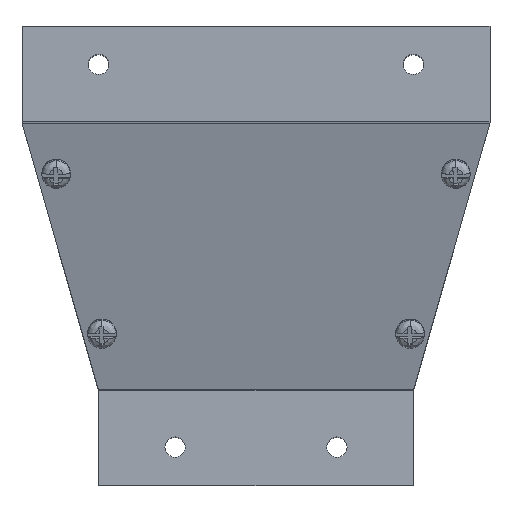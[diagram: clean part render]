
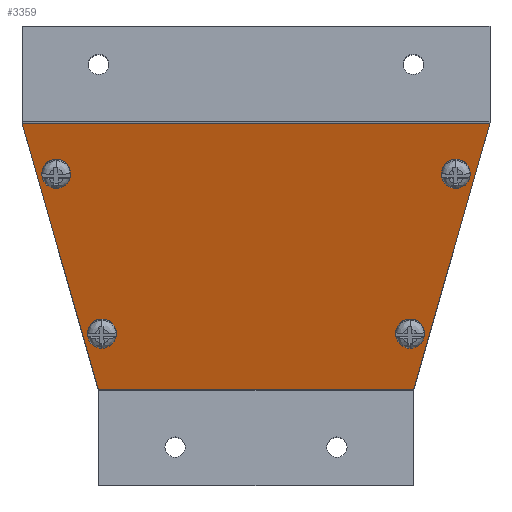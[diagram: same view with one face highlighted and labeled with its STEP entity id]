
A CAD part, top view. The second image highlights one B-rep face of the part: STEP entity #3359.
In plain terms, the highlighted planar face has unit normal (0, -0.275, 0.962).
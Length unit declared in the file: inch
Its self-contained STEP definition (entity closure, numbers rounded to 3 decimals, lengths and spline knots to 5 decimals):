
#56 = DIRECTION ( 'NONE',  ( 0., -0.961, -0.275 ) ) ;
#158 = EDGE_LOOP ( 'NONE', ( #13665, #14300 ) ) ;
#245 = VECTOR ( 'NONE', #4261, 39.37008 ) ;
#346 = CARTESIAN_POINT ( 'NONE',  ( -2.61038, 1.01803, 0.86807 ) ) ;
#363 = AXIS2_PLACEMENT_3D ( 'NONE', #9141, #8037, #3059 ) ;
#384 = AXIS2_PLACEMENT_3D ( 'NONE', #3269, #10140, #1150 ) ;
#404 = AXIS2_PLACEMENT_3D ( 'NONE', #472, #10355, #3754 ) ;
#405 = FACE_BOUND ( 'NONE', #12645, .T. ) ;
#472 = CARTESIAN_POINT ( 'NONE',  ( 0., -3.02168, -0.28725 ) ) ;
#604 = VECTOR ( 'NONE', #4676, 39.37008 ) ;
#653 = VECTOR ( 'NONE', #4032, 39.37008 ) ;
#860 = AXIS2_PLACEMENT_3D ( 'NONE', #3256, #12203, #987 ) ;
#863 = EDGE_CURVE ( 'NONE', #13352, #11089, #6463, .T. ) ;
#987 = DIRECTION ( 'NONE',  ( 0., -0.961, -0.275 ) ) ;
#1150 = DIRECTION ( 'NONE',  ( 0., -0.961, -0.275 ) ) ;
#1255 = CIRCLE ( 'NONE', #9430, 0.125 ) ;
#1678 = CARTESIAN_POINT ( 'NONE',  ( -2.01311, -0.94745, 0.30596 ) ) ;
#1787 = CIRCLE ( 'NONE', #860, 0.125 ) ;
#1882 = VERTEX_POINT ( 'NONE', #10072 ) ;
#2209 = VERTEX_POINT ( 'NONE', #10354 ) ;
#2252 = DIRECTION ( 'NONE',  ( 0., 0.275, -0.961 ) ) ;
#2440 = ORIENTED_EDGE ( 'NONE', *, *, #11347, .T. ) ;
#2499 = DIRECTION ( 'NONE',  ( 0., 0.275, -0.961 ) ) ;
#2525 = EDGE_LOOP ( 'NONE', ( #7362, #5583 ) ) ;
#2528 = FACE_BOUND ( 'NONE', #158, .T. ) ;
#2732 = FACE_BOUND ( 'NONE', #12745, .T. ) ;
#2941 = DIRECTION ( 'NONE',  ( 0., 0.275, -0.961 ) ) ;
#3007 = EDGE_CURVE ( 'NONE', #7503, #3575, #12105, .T. ) ;
#3008 = LINE ( 'NONE', #7539, #653 ) ;
#3059 = DIRECTION ( 'NONE',  ( 0., -0.961, -0.275 ) ) ;
#3256 = CARTESIAN_POINT ( 'NONE',  ( -2.61038, 1.01803, 0.86807 ) ) ;
#3269 = CARTESIAN_POINT ( 'NONE',  ( -2.01311, -1.06764, 0.27159 ) ) ;
#3359 = ADVANCED_FACE ( 'NONE', ( #13811, #2732, #10571, #405, #2528 ), #9536, .T. ) ;
#3575 = VERTEX_POINT ( 'NONE', #8951 ) ;
#3754 = DIRECTION ( 'NONE',  ( 0., -0.961, -0.275 ) ) ;
#3898 = CARTESIAN_POINT ( 'NONE',  ( 2.01311, -0.94745, 0.30596 ) ) ;
#3917 = CARTESIAN_POINT ( 'NONE',  ( -3.05534, 1.66633, 1.05348 ) ) ;
#4032 = DIRECTION ( 'NONE',  ( 1., 0., 0. ) ) ;
#4136 = EDGE_CURVE ( 'NONE', #9683, #1882, #4558, .T. ) ;
#4228 = ORIENTED_EDGE ( 'NONE', *, *, #5376, .T. ) ;
#4261 = DIRECTION ( 'NONE',  ( 0.265, -0.927, -0.265 ) ) ;
#4332 = CIRCLE ( 'NONE', #13012, 0.125 ) ;
#4357 = AXIS2_PLACEMENT_3D ( 'NONE', #346, #12722, #6183 ) ;
#4558 = CIRCLE ( 'NONE', #363, 0.125 ) ;
#4676 = DIRECTION ( 'NONE',  ( 0.265, 0.927, 0.265 ) ) ;
#4898 = VERTEX_POINT ( 'NONE', #13274 ) ;
#5364 = CARTESIAN_POINT ( 'NONE',  ( -3.05534, 1.66633, 1.05348 ) ) ;
#5376 = EDGE_CURVE ( 'NONE', #7839, #11378, #13764, .T. ) ;
#5583 = ORIENTED_EDGE ( 'NONE', *, *, #11613, .T. ) ;
#5781 = EDGE_CURVE ( 'NONE', #7997, #2209, #10607, .T. ) ;
#5985 = CARTESIAN_POINT ( 'NONE',  ( 2.05866, -1.81406, 0.05812 ) ) ;
#6129 = EDGE_CURVE ( 'NONE', #1882, #9683, #1255, .T. ) ;
#6183 = DIRECTION ( 'NONE',  ( 0., -0.961, -0.275 ) ) ;
#6217 = CARTESIAN_POINT ( 'NONE',  ( 0., 1.66633, 1.05348 ) ) ;
#6463 = LINE ( 'NONE', #5364, #245 ) ;
#6643 = DIRECTION ( 'NONE',  ( 0., 0.275, -0.961 ) ) ;
#6650 = DIRECTION ( 'NONE',  ( -1., 0., 0. ) ) ;
#6684 = ORIENTED_EDGE ( 'NONE', *, *, #3007, .T. ) ;
#6713 = CARTESIAN_POINT ( 'NONE',  ( -2.61038, 1.13821, 0.90244 ) ) ;
#6959 = ORIENTED_EDGE ( 'NONE', *, *, #863, .T. ) ;
#7048 = ORIENTED_EDGE ( 'NONE', *, *, #10284, .T. ) ;
#7185 = AXIS2_PLACEMENT_3D ( 'NONE', #12524, #2499, #13707 ) ;
#7235 = ORIENTED_EDGE ( 'NONE', *, *, #4136, .T. ) ;
#7362 = ORIENTED_EDGE ( 'NONE', *, *, #8561, .T. ) ;
#7404 = CARTESIAN_POINT ( 'NONE',  ( -2.01311, -1.06764, 0.27159 ) ) ;
#7503 = VERTEX_POINT ( 'NONE', #6713 ) ;
#7539 = CARTESIAN_POINT ( 'NONE',  ( 0., -1.81406, 0.05812 ) ) ;
#7839 = VERTEX_POINT ( 'NONE', #8719 ) ;
#7997 = VERTEX_POINT ( 'NONE', #1678 ) ;
#8037 = DIRECTION ( 'NONE',  ( 0., 0.275, -0.961 ) ) ;
#8422 = LINE ( 'NONE', #6217, #13974 ) ;
#8561 = EDGE_CURVE ( 'NONE', #4898, #13442, #4332, .T. ) ;
#8573 = EDGE_CURVE ( 'NONE', #2209, #7997, #12537, .T. ) ;
#8719 = CARTESIAN_POINT ( 'NONE',  ( 2.05866, -1.81406, 0.05812 ) ) ;
#8951 = CARTESIAN_POINT ( 'NONE',  ( -2.61038, 0.89784, 0.8337 ) ) ;
#9141 = CARTESIAN_POINT ( 'NONE',  ( 2.61038, 1.01803, 0.86807 ) ) ;
#9430 = AXIS2_PLACEMENT_3D ( 'NONE', #9928, #6643, #13621 ) ;
#9470 = EDGE_LOOP ( 'NONE', ( #2440, #4228, #11088, #6959 ) ) ;
#9536 = PLANE ( 'NONE',  #404 ) ;
#9683 = VERTEX_POINT ( 'NONE', #11929 ) ;
#9928 = CARTESIAN_POINT ( 'NONE',  ( 2.61038, 1.01803, 0.86807 ) ) ;
#10072 = CARTESIAN_POINT ( 'NONE',  ( 2.61038, 1.13821, 0.90244 ) ) ;
#10140 = DIRECTION ( 'NONE',  ( 0., 0.275, -0.961 ) ) ;
#10284 = EDGE_CURVE ( 'NONE', #3575, #7503, #1787, .T. ) ;
#10354 = CARTESIAN_POINT ( 'NONE',  ( -2.01311, -1.18782, 0.23722 ) ) ;
#10355 = DIRECTION ( 'NONE',  ( 0., -0.275, 0.961 ) ) ;
#10366 = AXIS2_PLACEMENT_3D ( 'NONE', #7404, #2941, #11891 ) ;
#10571 = FACE_BOUND ( 'NONE', #2525, .T. ) ;
#10607 = CIRCLE ( 'NONE', #10366, 0.125 ) ;
#11088 = ORIENTED_EDGE ( 'NONE', *, *, #14427, .T. ) ;
#11089 = VERTEX_POINT ( 'NONE', #12340 ) ;
#11092 = ORIENTED_EDGE ( 'NONE', *, *, #6129, .T. ) ;
#11347 = EDGE_CURVE ( 'NONE', #11089, #7839, #3008, .T. ) ;
#11378 = VERTEX_POINT ( 'NONE', #11885 ) ;
#11613 = EDGE_CURVE ( 'NONE', #13442, #4898, #13526, .T. ) ;
#11885 = CARTESIAN_POINT ( 'NONE',  ( 3.05534, 1.66633, 1.05348 ) ) ;
#11891 = DIRECTION ( 'NONE',  ( 0., -0.961, -0.275 ) ) ;
#11929 = CARTESIAN_POINT ( 'NONE',  ( 2.61038, 0.89784, 0.8337 ) ) ;
#12105 = CIRCLE ( 'NONE', #4357, 0.125 ) ;
#12203 = DIRECTION ( 'NONE',  ( 0., 0.275, -0.961 ) ) ;
#12340 = CARTESIAN_POINT ( 'NONE',  ( -2.05866, -1.81406, 0.05812 ) ) ;
#12524 = CARTESIAN_POINT ( 'NONE',  ( 2.01311, -1.06764, 0.27159 ) ) ;
#12537 = CIRCLE ( 'NONE', #384, 0.125 ) ;
#12645 = EDGE_LOOP ( 'NONE', ( #7048, #6684 ) ) ;
#12722 = DIRECTION ( 'NONE',  ( 0., 0.275, -0.961 ) ) ;
#12745 = EDGE_LOOP ( 'NONE', ( #7235, #11092 ) ) ;
#13012 = AXIS2_PLACEMENT_3D ( 'NONE', #13319, #2252, #56 ) ;
#13274 = CARTESIAN_POINT ( 'NONE',  ( 2.01311, -1.18782, 0.23722 ) ) ;
#13319 = CARTESIAN_POINT ( 'NONE',  ( 2.01311, -1.06764, 0.27159 ) ) ;
#13352 = VERTEX_POINT ( 'NONE', #3917 ) ;
#13442 = VERTEX_POINT ( 'NONE', #3898 ) ;
#13526 = CIRCLE ( 'NONE', #7185, 0.125 ) ;
#13621 = DIRECTION ( 'NONE',  ( 0., -0.961, -0.275 ) ) ;
#13665 = ORIENTED_EDGE ( 'NONE', *, *, #8573, .T. ) ;
#13707 = DIRECTION ( 'NONE',  ( 0., -0.961, -0.275 ) ) ;
#13764 = LINE ( 'NONE', #5985, #604 ) ;
#13811 = FACE_OUTER_BOUND ( 'NONE', #9470, .T. ) ;
#13974 = VECTOR ( 'NONE', #6650, 39.37008 ) ;
#14300 = ORIENTED_EDGE ( 'NONE', *, *, #5781, .T. ) ;
#14427 = EDGE_CURVE ( 'NONE', #11378, #13352, #8422, .T. ) ;
